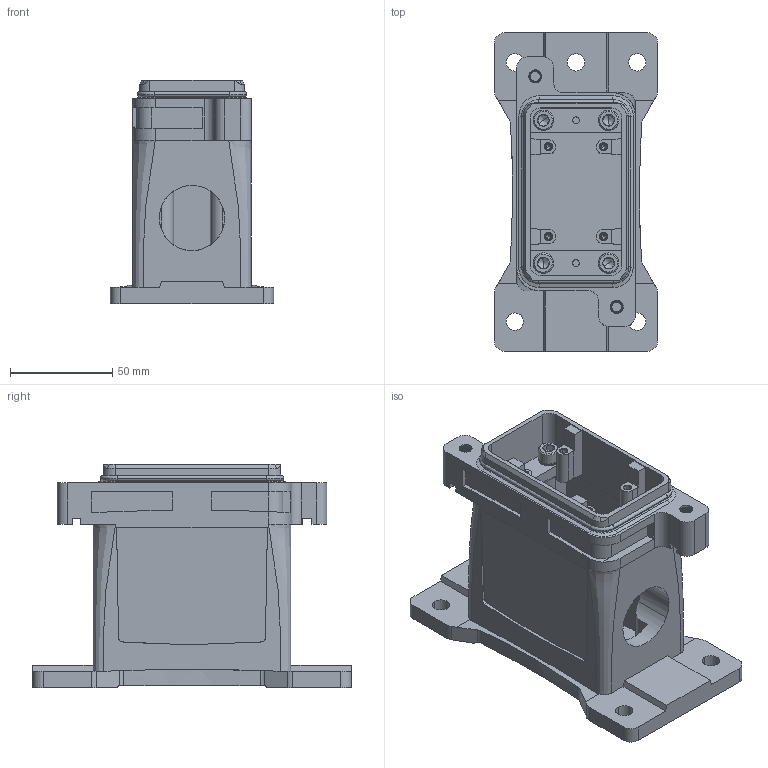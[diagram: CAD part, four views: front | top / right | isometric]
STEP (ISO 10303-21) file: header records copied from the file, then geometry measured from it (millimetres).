
FILE_DESCRIPTION(('CATIA V5 STEP Exchange','CAx-IF Rec.Pracs.--- Model Styling and Organization---1.5--- 2016-08-15','CAx-IF Rec.Pracs.---Supplemental Geometry---1.0---2011-11-01','CAx-IF Rec.Pracs.--- Composite Materials ---1.1---2010-07-15'),'2;1');
FILE_NAME ('005830-5_1', '2025-09-04T09:15:14+00:00', ('none'), ('Weidmueller'), 'CATIA Version 5-6 Release 2024 SP4', 'CATIA V5 STEP AP214 v3', 'none');
FILE_SCHEMA(('AUTOMOTIVE_DESIGN { 1 0 10303 214 1 1 1 1 }'));
Products named in the file (1): 1081210000_S
Bounding box: 80 x 156 x 109.5 mm (x, y, z)
Volume: 318324.8 mm3; surface area: 97102.6 mm2
Topology: 5 solids, 10 shells, 2333 faces, 6423 edges, 4101 vertices
Faces by surface type: bspline 1384, cone 432, plane 242, cylinder 219, sphere 32, torus 24
Entity records: 118373 total; most frequent: CARTESIAN_POINT 75607, ORIENTED_EDGE 12798, EDGE_CURVE 6399, B_SPLINE_CURVE_WITH_KNOTS 4141, VERTEX_POINT 4101, DIRECTION 2560, EDGE_LOOP 2378, ADVANCED_FACE 2333
